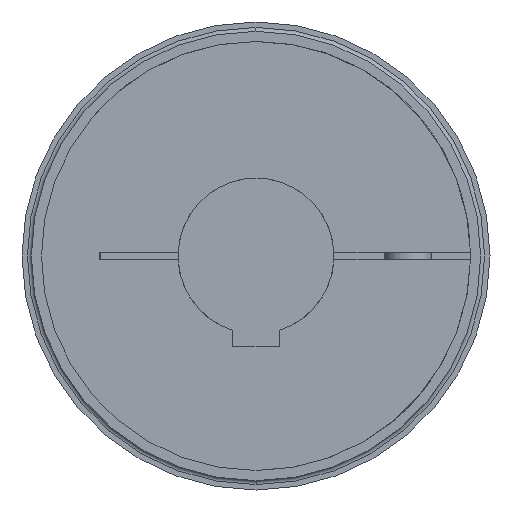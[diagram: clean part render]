
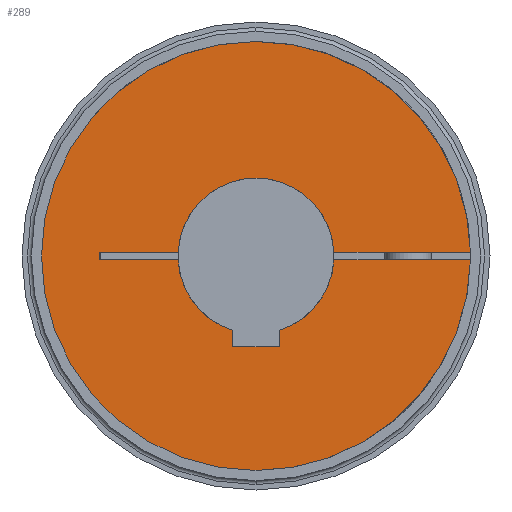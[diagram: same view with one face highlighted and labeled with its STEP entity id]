
A CAD part, left-side view. The second image highlights one B-rep face of the part: STEP entity #289.
In plain terms, the highlighted planar face has unit normal (-1, 0, 0).
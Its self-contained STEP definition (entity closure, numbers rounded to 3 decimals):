
#289=ADVANCED_FACE('',(#654),#655,.T.);
#654=FACE_OUTER_BOUND('',#1110,.T.);
#655=PLANE('',#1111);
#1110=EDGE_LOOP('',(#1892,#1893,#1894,#1895,#1896,#1897,#1898,#1899,#1900,#1901,#1902,#1903,#1904,#1905,#1906));
#1111=AXIS2_PLACEMENT_3D('',#1907,#1908,#1909);
#1892=ORIENTED_EDGE('',*,*,#2805,.T.);
#1893=ORIENTED_EDGE('',*,*,#2836,.T.);
#1894=ORIENTED_EDGE('',*,*,#2848,.T.);
#1895=ORIENTED_EDGE('',*,*,#2723,.F.);
#1896=ORIENTED_EDGE('',*,*,#2850,.F.);
#1897=ORIENTED_EDGE('',*,*,#2712,.F.);
#1898=ORIENTED_EDGE('',*,*,#2851,.T.);
#1899=ORIENTED_EDGE('',*,*,#2818,.T.);
#1900=ORIENTED_EDGE('',*,*,#2824,.T.);
#1901=ORIENTED_EDGE('',*,*,#2828,.T.);
#1902=ORIENTED_EDGE('',*,*,#2830,.T.);
#1903=ORIENTED_EDGE('',*,*,#2812,.T.);
#1904=ORIENTED_EDGE('',*,*,#2852,.T.);
#1905=ORIENTED_EDGE('',*,*,#2853,.T.);
#1906=ORIENTED_EDGE('',*,*,#2854,.T.);
#1907=CARTESIAN_POINT('',(0.0,0.0,27.5));
#1908=DIRECTION('',(-1.0,-0.0,-0.0));
#1909=DIRECTION('',(0.0,0.0,-1.0));
#2712=EDGE_CURVE('',#3253,#3255,#3256,.T.);
#2723=EDGE_CURVE('',#3273,#3276,#3277,.T.);
#2805=EDGE_CURVE('',#3416,#3413,#3417,.T.);
#2812=EDGE_CURVE('',#3429,#3427,#3430,.T.);
#2818=EDGE_CURVE('',#3439,#3437,#3440,.T.);
#2824=EDGE_CURVE('',#3437,#3447,#3449,.T.);
#2828=EDGE_CURVE('',#3447,#3453,#3455,.T.);
#2830=EDGE_CURVE('',#3453,#3429,#3457,.T.);
#2836=EDGE_CURVE('',#3413,#3463,#3465,.T.);
#2848=EDGE_CURVE('',#3463,#3276,#3481,.T.);
#2850=EDGE_CURVE('',#3255,#3273,#3483,.T.);
#2851=EDGE_CURVE('',#3253,#3439,#3484,.T.);
#2852=EDGE_CURVE('',#3427,#3485,#3486,.T.);
#2853=EDGE_CURVE('',#3485,#3487,#3488,.T.);
#2854=EDGE_CURVE('',#3487,#3416,#3489,.T.);
#3253=VERTEX_POINT('',#3929);
#3255=VERTEX_POINT('',#3932);
#3256=CIRCLE('',#3933,55.0);
#3273=VERTEX_POINT('',#4081);
#3276=VERTEX_POINT('',#4085);
#3277=CIRCLE('',#4086,55.0);
#3413=VERTEX_POINT('',#4379);
#3416=VERTEX_POINT('',#4383);
#3417=CIRCLE('',#4384,20.0);
#3427=VERTEX_POINT('',#4396);
#3429=VERTEX_POINT('',#4399);
#3430=CIRCLE('',#4400,20.0);
#3437=VERTEX_POINT('',#4408);
#3439=VERTEX_POINT('',#4411);
#3440=CIRCLE('',#4412,20.0);
#3447=VERTEX_POINT('',#4421);
#3449=LINE('',#4424,#4425);
#3453=VERTEX_POINT('',#4430);
#3455=LINE('',#4433,#4434);
#3457=LINE('',#4436,#4437);
#3463=VERTEX_POINT('',#4444);
#3465=CIRCLE('',#4447,20.0);
#3481=LINE('',#4466,#4467);
#3483=CIRCLE('',#4469,55.0);
#3484=LINE('',#4470,#4471);
#3485=VERTEX_POINT('',#4472);
#3486=LINE('',#4473,#4474);
#3487=VERTEX_POINT('',#4475);
#3488=LINE('',#4476,#4477);
#3489=LINE('',#4478,#4479);
#3929=CARTESIAN_POINT('',(0.0,-54.991,-1.0));
#3932=CARTESIAN_POINT('',(0.0,0.,-55.0));
#3933=AXIS2_PLACEMENT_3D('',#5035,#5036,#5037);
#4081=CARTESIAN_POINT('',(0.0,0.,55.0));
#4085=CARTESIAN_POINT('',(0.0,-54.991,1.0));
#4086=AXIS2_PLACEMENT_3D('',#5043,#5044,#5045);
#4379=CARTESIAN_POINT('',(0.0,0.,20.0));
#4383=CARTESIAN_POINT('',(0.0,19.975,1.0));
#4384=AXIS2_PLACEMENT_3D('',#5167,#5168,#5169);
#4396=CARTESIAN_POINT('',(0.0,19.975,-1.0));
#4399=CARTESIAN_POINT('',(0.0,6.0,-19.079));
#4400=AXIS2_PLACEMENT_3D('',#5179,#5180,#5181);
#4408=CARTESIAN_POINT('',(0.0,-6.0,-19.079));
#4411=CARTESIAN_POINT('',(0.0,-19.975,-1.0));
#4412=AXIS2_PLACEMENT_3D('',#5190,#5191,#5192);
#4421=CARTESIAN_POINT('',(0.0,-6.0,-23.3));
#4424=CARTESIAN_POINT('',(0.0,-6.0,7.925));
#4425=VECTOR('',#5199,1.0);
#4430=CARTESIAN_POINT('',(0.0,6.0,-23.3));
#4433=CARTESIAN_POINT('',(0.0,0.0,-23.3));
#4434=VECTOR('',#5202,1.0);
#4436=CARTESIAN_POINT('',(0.0,6.0,7.925));
#4437=VECTOR('',#5203,1.0);
#4444=CARTESIAN_POINT('',(0.0,-19.975,1.0));
#4447=AXIS2_PLACEMENT_3D('',#5209,#5210,#5211);
#4466=CARTESIAN_POINT('',(0.0,-4.0,1.0));
#4467=VECTOR('',#5230,1.0);
#4469=AXIS2_PLACEMENT_3D('',#5231,#5232,#5233);
#4470=CARTESIAN_POINT('',(0.0,-4.0,-1.0));
#4471=VECTOR('',#5234,1.0);
#4472=CARTESIAN_POINT('',(0.0,40.0,-1.0));
#4473=CARTESIAN_POINT('',(0.0,-4.0,-1.0));
#4474=VECTOR('',#5235,1.0);
#4475=CARTESIAN_POINT('',(0.0,40.0,1.0));
#4476=CARTESIAN_POINT('',(0.0,40.0,13.75));
#4477=VECTOR('',#5236,1.0);
#4478=CARTESIAN_POINT('',(0.0,-4.0,1.0));
#4479=VECTOR('',#5237,1.0);
#5035=CARTESIAN_POINT('',(0.0,0.0,0.0));
#5036=DIRECTION('',(1.0,0.0,-0.0));
#5037=DIRECTION('',(0.0,0.0,1.0));
#5043=CARTESIAN_POINT('',(0.0,0.0,0.0));
#5044=DIRECTION('',(1.0,0.0,-0.0));
#5045=DIRECTION('',(0.0,0.0,1.0));
#5167=CARTESIAN_POINT('',(0.0,0.0,0.0));
#5168=DIRECTION('',(1.0,0.0,0.0));
#5169=DIRECTION('',(0.0,0.0,-1.0));
#5179=CARTESIAN_POINT('',(0.0,0.0,0.0));
#5180=DIRECTION('',(1.0,0.0,0.0));
#5181=DIRECTION('',(0.0,0.0,-1.0));
#5190=CARTESIAN_POINT('',(0.0,0.0,0.0));
#5191=DIRECTION('',(1.0,0.0,0.0));
#5192=DIRECTION('',(0.0,0.0,-1.0));
#5199=DIRECTION('',(0.0,0.0,-1.0));
#5202=DIRECTION('',(0.0,1.0,0.0));
#5203=DIRECTION('',(-0.0,0.0,1.0));
#5209=CARTESIAN_POINT('',(0.0,0.0,0.0));
#5210=DIRECTION('',(1.0,0.0,0.0));
#5211=DIRECTION('',(0.0,0.0,-1.0));
#5230=DIRECTION('',(0.0,-1.0,0.0));
#5231=CARTESIAN_POINT('',(0.0,0.0,0.0));
#5232=DIRECTION('',(1.0,0.0,-0.0));
#5233=DIRECTION('',(0.0,0.0,1.0));
#5234=DIRECTION('',(0.0,1.0,0.0));
#5235=DIRECTION('',(0.0,1.0,0.0));
#5236=DIRECTION('',(-0.0,0.0,1.0));
#5237=DIRECTION('',(0.0,-1.0,0.0));
